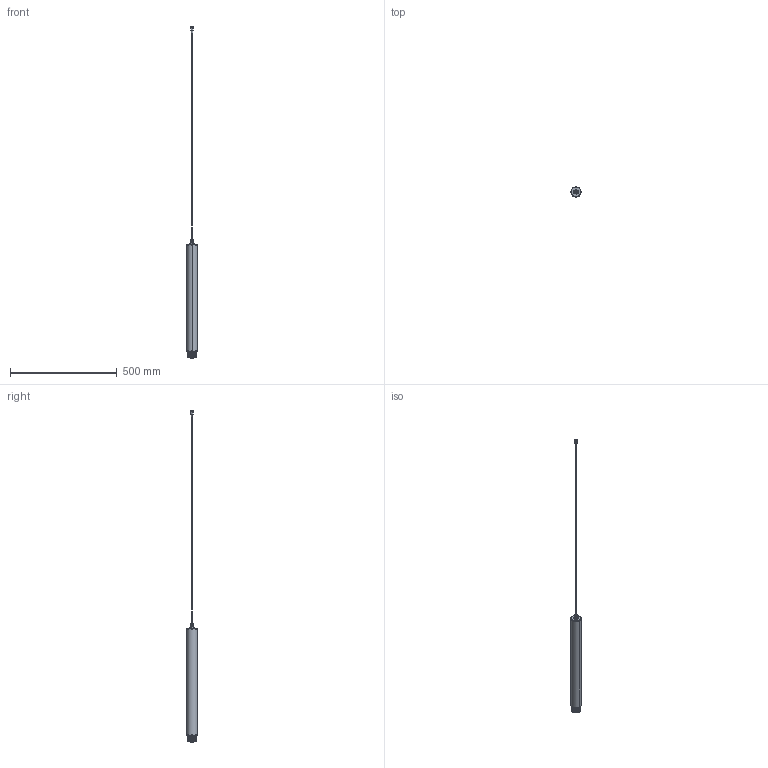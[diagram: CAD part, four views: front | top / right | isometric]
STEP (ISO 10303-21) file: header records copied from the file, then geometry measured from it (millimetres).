
FILE_DESCRIPTION (( 'STEP AP203' ), '1' );
FILE_NAME ('PR-AD-48-500-仩仩ZRHT.step', '2024-03-21T09:01:34', ( '1347' ), ( 'HP Inc.' ), 'SwSTEP 2.0', 'SolidWorks 2023', '' );
FILE_SCHEMA (( 'CONFIG_CONTROL_DESIGN' ));
Length unit declared in the file: millimetre
Products named in the file (1): PR-AD-48-500-□□ZRHT
Bounding box: 48.6 x 48.6 x 1552 mm (x, y, z)
Surface area: 102591 mm2 (no closed solid volume)
Topology: 0 solids, 4 shells, 261 faces, 579 edges, 344 vertices
Faces by surface type: cylinder 76, torus 70, cone 57, plane 55, bspline 3
Entity records: 7745 total; most frequent: CARTESIAN_POINT 1755, DIRECTION 1375, ORIENTED_EDGE 1148, AXIS2_PLACEMENT_3D 580, EDGE_CURVE 577, VERTEX_POINT 344, CIRCLE 321, EDGE_LOOP 284
